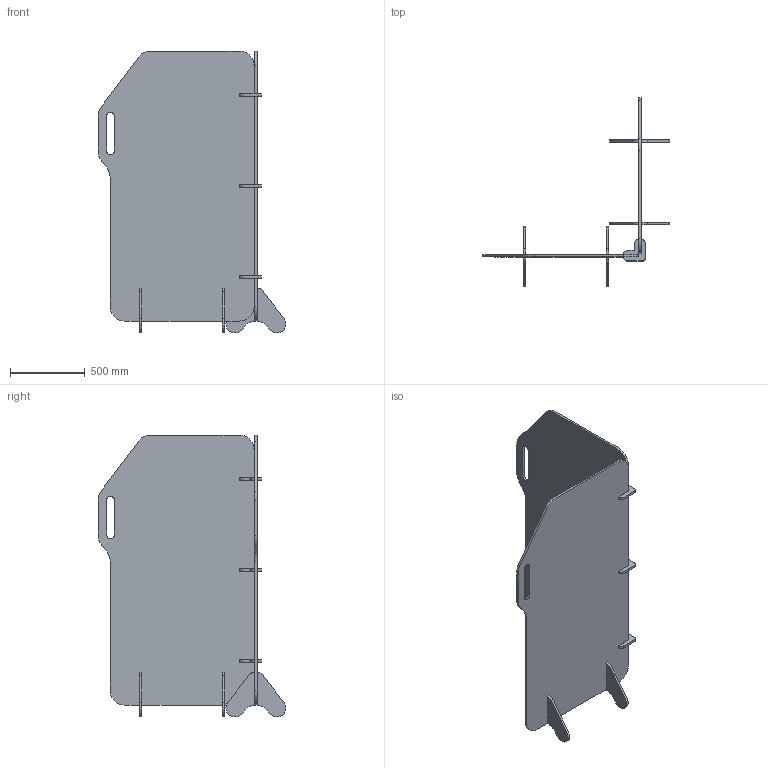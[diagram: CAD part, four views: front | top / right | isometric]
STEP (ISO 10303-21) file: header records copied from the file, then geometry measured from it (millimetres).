
FILE_DESCRIPTION(/* description */ (''),/* implementation_level */ '2;1');
FILE_NAME(/* name */ 'BESTO-~2',/* time_stamp */ '2020-05-15T14:55:06-04:00',/* author */ (''),/* organization */ (''),/* preprocessor_version */ 'ST-DEVELOPER v16.5',/* originating_system */ '',/* authorisation */ '');
FILE_SCHEMA (('AUTOMOTIVE_DESIGN'));
Length unit declared in the file: millimetre
Products named in the file (1): Document
Bounding box: 1252.65 x 1252.16 x 1879.24 mm (x, y, z)
Volume: 57140394.8 mm3; surface area: 7749103.1 mm2
Topology: 9 solids, 9 shells, 242 faces, 672 edges, 448 vertices
Faces by surface type: bspline 224, plane 18
Entity records: 7465 total; most frequent: CARTESIAN_POINT 4164, ORIENTED_EDGE 1344, EDGE_CURVE 672, VERTEX_POINT 448, EDGE_LOOP 246, ADVANCED_FACE 242, FACE_OUTER_BOUND 242, DIRECTION 22
